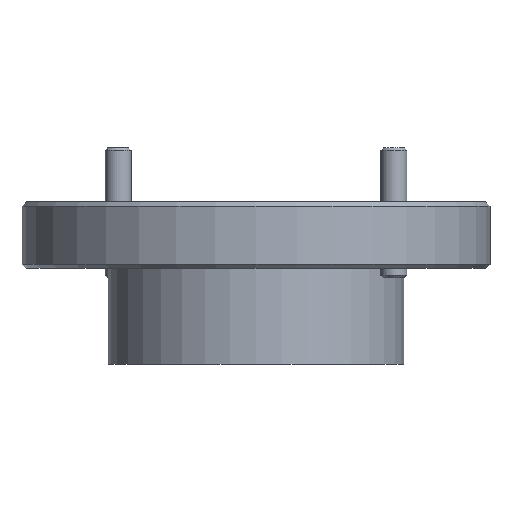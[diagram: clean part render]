
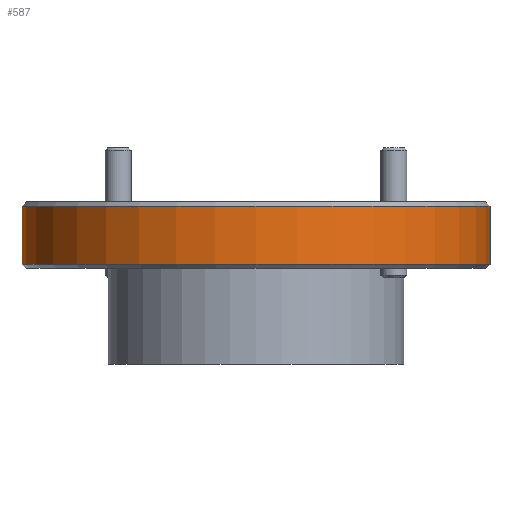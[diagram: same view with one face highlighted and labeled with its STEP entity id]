
A CAD part, front view. The second image highlights one B-rep face of the part: STEP entity #587.
In plain terms, the highlighted cylindrical face has radius 14.287 mm (diameter 28.575 mm), a partial arc.
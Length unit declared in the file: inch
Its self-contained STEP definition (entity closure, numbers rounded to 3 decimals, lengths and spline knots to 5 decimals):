
#326 = VERTEX_POINT ( 'NONE', #2959 ) ;
#334 = CIRCLE ( 'NONE', #2252, 0.5625 ) ;
#399 = CARTESIAN_POINT ( 'NONE',  ( -0.38403, 0.6754, 0.97896 ) ) ;
#473 = VECTOR ( 'NONE', #532, 39.37008 ) ;
#532 = DIRECTION ( 'NONE',  ( 0., 0., 1. ) ) ;
#544 = AXIS2_PLACEMENT_3D ( 'NONE', #1762, #3660, #3020 ) ;
#569 = VERTEX_POINT ( 'NONE', #2945 ) ;
#587 = ADVANCED_FACE ( 'NONE', ( #759 ), #3366, .T. ) ;
#759 = FACE_OUTER_BOUND ( 'NONE', #4049, .T. ) ;
#835 = ORIENTED_EDGE ( 'NONE', *, *, #1636, .T. ) ;
#845 = DIRECTION ( 'NONE',  ( 1., 0., 0. ) ) ;
#1048 = DIRECTION ( 'NONE',  ( 1., 0., 0. ) ) ;
#1119 = AXIS2_PLACEMENT_3D ( 'NONE', #2970, #2037, #1048 ) ;
#1537 = ORIENTED_EDGE ( 'NONE', *, *, #2149, .T. ) ;
#1636 = EDGE_CURVE ( 'NONE', #569, #1714, #2431, .T. ) ;
#1714 = VERTEX_POINT ( 'NONE', #3947 ) ;
#1762 = CARTESIAN_POINT ( 'NONE',  ( 0.17847, 0.6754, 0.97896 ) ) ;
#1935 = EDGE_CURVE ( 'NONE', #1714, #326, #334, .T. ) ;
#1978 = VERTEX_POINT ( 'NONE', #399 ) ;
#2012 = LINE ( 'NONE', #2387, #3461 ) ;
#2037 = DIRECTION ( 'NONE',  ( 0., 0., 1. ) ) ;
#2054 = ORIENTED_EDGE ( 'NONE', *, *, #2432, .F. ) ;
#2149 = EDGE_CURVE ( 'NONE', #1978, #569, #3844, .T. ) ;
#2252 = AXIS2_PLACEMENT_3D ( 'NONE', #3701, #2810, #845 ) ;
#2345 = DIRECTION ( 'NONE',  ( 0., 0., 1. ) ) ;
#2387 = CARTESIAN_POINT ( 'NONE',  ( -0.38403, 0.6754, 0.76396 ) ) ;
#2431 = LINE ( 'NONE', #3071, #473 ) ;
#2432 = EDGE_CURVE ( 'NONE', #1978, #326, #2012, .T. ) ;
#2529 = ORIENTED_EDGE ( 'NONE', *, *, #1935, .T. ) ;
#2810 = DIRECTION ( 'NONE',  ( 0., 0., -1. ) ) ;
#2945 = CARTESIAN_POINT ( 'NONE',  ( 0.74097, 0.6754, 0.97896 ) ) ;
#2959 = CARTESIAN_POINT ( 'NONE',  ( -0.38403, 0.6754, 1.11896 ) ) ;
#2970 = CARTESIAN_POINT ( 'NONE',  ( 0.17847, 0.6754, 0.76396 ) ) ;
#3020 = DIRECTION ( 'NONE',  ( -1., 0., 0. ) ) ;
#3071 = CARTESIAN_POINT ( 'NONE',  ( 0.74097, 0.6754, 0.76396 ) ) ;
#3366 = CYLINDRICAL_SURFACE ( 'NONE', #1119, 0.5625 ) ;
#3461 = VECTOR ( 'NONE', #2345, 39.37008 ) ;
#3660 = DIRECTION ( 'NONE',  ( 0., 0., 1. ) ) ;
#3701 = CARTESIAN_POINT ( 'NONE',  ( 0.17847, 0.6754, 1.11896 ) ) ;
#3844 = CIRCLE ( 'NONE', #544, 0.5625 ) ;
#3947 = CARTESIAN_POINT ( 'NONE',  ( 0.74097, 0.6754, 1.11896 ) ) ;
#4049 = EDGE_LOOP ( 'NONE', ( #2054, #1537, #835, #2529 ) ) ;
